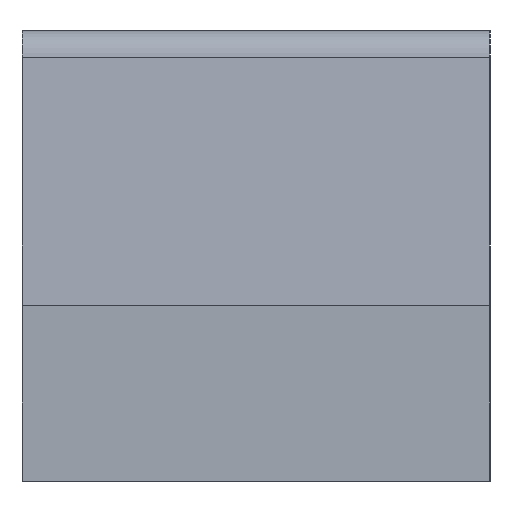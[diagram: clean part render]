
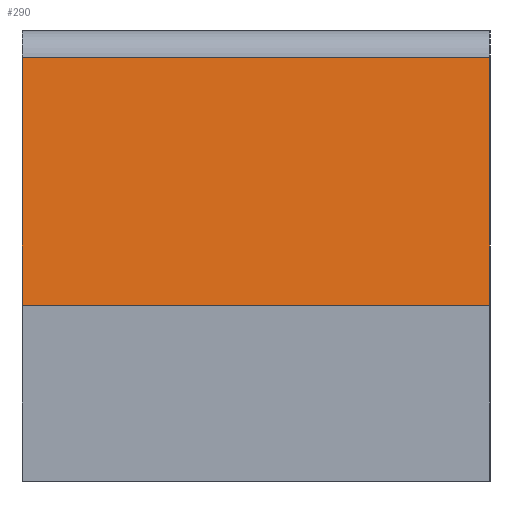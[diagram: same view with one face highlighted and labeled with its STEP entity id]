
A CAD part, left-side view. The second image highlights one B-rep face of the part: STEP entity #290.
In plain terms, the highlighted planar face has unit normal (-0.996, 0, 0.087).
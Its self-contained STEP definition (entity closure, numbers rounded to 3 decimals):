
#220 = EDGE_CURVE('',#221,#223,#225,.T.);
#221 = VERTEX_POINT('',#222);
#222 = CARTESIAN_POINT('',(-0.53,-0.4,0.24));
#223 = VERTEX_POINT('',#224);
#224 = CARTESIAN_POINT('',(-0.49,-0.4,0.694));
#225 = LINE('',#226,#227);
#226 = CARTESIAN_POINT('',(-0.519,-0.4,0.365));
#227 = VECTOR('',#228,1.);
#228 = DIRECTION('',(0.087,0.,0.996));
#290 = ADVANCED_FACE('',(#291),#316,.F.);
#291 = FACE_BOUND('',#292,.T.);
#292 = EDGE_LOOP('',(#293,#303,#309,#310));
#293 = ORIENTED_EDGE('',*,*,#294,.F.);
#294 = EDGE_CURVE('',#295,#297,#299,.T.);
#295 = VERTEX_POINT('',#296);
#296 = CARTESIAN_POINT('',(-0.53,0.4,0.24));
#297 = VERTEX_POINT('',#298);
#298 = CARTESIAN_POINT('',(-0.49,0.4,0.694));
#299 = LINE('',#300,#301);
#300 = CARTESIAN_POINT('',(-0.515,0.4,0.411));
#301 = VECTOR('',#302,1.);
#302 = DIRECTION('',(0.087,0.,0.996));
#303 = ORIENTED_EDGE('',*,*,#304,.T.);
#304 = EDGE_CURVE('',#295,#221,#305,.T.);
#305 = LINE('',#306,#307);
#306 = CARTESIAN_POINT('',(-0.53,0.4,0.24));
#307 = VECTOR('',#308,1.);
#308 = DIRECTION('',(0.,-1.,0.));
#309 = ORIENTED_EDGE('',*,*,#220,.T.);
#310 = ORIENTED_EDGE('',*,*,#311,.F.);
#311 = EDGE_CURVE('',#297,#223,#312,.T.);
#312 = LINE('',#313,#314);
#313 = CARTESIAN_POINT('',(-0.49,0.4,0.694));
#314 = VECTOR('',#315,1.);
#315 = DIRECTION('',(0.,-1.,0.));
#316 = PLANE('',#317);
#317 = AXIS2_PLACEMENT_3D('',#318,#319,#320);
#318 = CARTESIAN_POINT('',(-0.508,0.4,0.49));
#319 = DIRECTION('',(0.996,0.,
    -0.087));
#320 = DIRECTION('',(0.,1.,0.));
